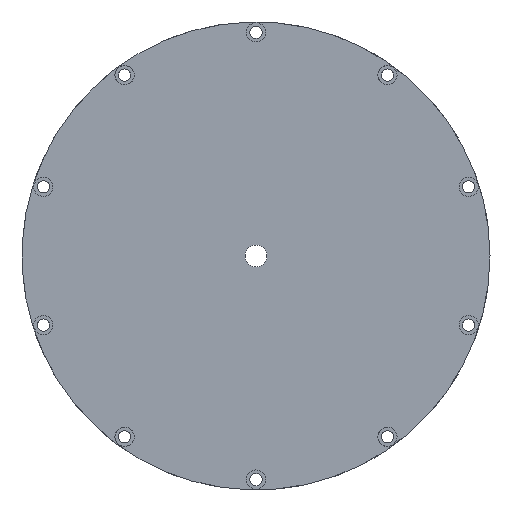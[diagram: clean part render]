
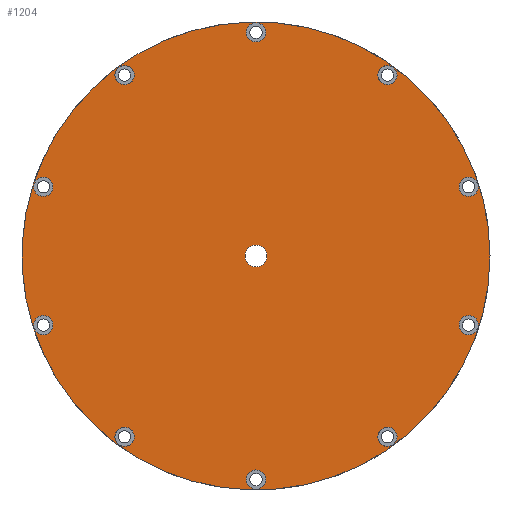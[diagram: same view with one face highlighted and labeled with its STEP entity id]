
A CAD part, top view. The second image highlights one B-rep face of the part: STEP entity #1204.
In plain terms, the highlighted planar face has unit normal (0, 0, 1).
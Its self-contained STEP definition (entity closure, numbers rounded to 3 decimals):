
#40=FACE_BOUND('',#436,.T.);
#41=FACE_BOUND('',#437,.T.);
#42=FACE_BOUND('',#438,.T.);
#43=FACE_BOUND('',#439,.T.);
#44=FACE_BOUND('',#440,.T.);
#45=FACE_BOUND('',#441,.T.);
#46=FACE_BOUND('',#442,.T.);
#47=FACE_BOUND('',#443,.T.);
#48=FACE_BOUND('',#444,.T.);
#49=FACE_BOUND('',#445,.T.);
#50=FACE_BOUND('',#446,.T.);
#77=PLANE('',#1364);
#335=FACE_OUTER_BOUND('',#435,.T.);
#435=EDGE_LOOP('',(#1109));
#436=EDGE_LOOP('',(#1110));
#437=EDGE_LOOP('',(#1111));
#438=EDGE_LOOP('',(#1112));
#439=EDGE_LOOP('',(#1113));
#440=EDGE_LOOP('',(#1114));
#441=EDGE_LOOP('',(#1115));
#442=EDGE_LOOP('',(#1116));
#443=EDGE_LOOP('',(#1117));
#444=EDGE_LOOP('',(#1118));
#445=EDGE_LOOP('',(#1119));
#446=EDGE_LOOP('',(#1120));
#504=CIRCLE('',#1301,4.2);
#505=CIRCLE('',#1303,3.7);
#508=CIRCLE('',#1308,3.7);
#511=CIRCLE('',#1313,3.7);
#514=CIRCLE('',#1318,3.7);
#517=CIRCLE('',#1323,3.7);
#520=CIRCLE('',#1328,3.7);
#523=CIRCLE('',#1333,3.7);
#526=CIRCLE('',#1338,3.7);
#529=CIRCLE('',#1343,3.7);
#532=CIRCLE('',#1348,3.7);
#535=CIRCLE('',#1363,90.);
#606=VERTEX_POINT('',#2178);
#607=VERTEX_POINT('',#2182);
#610=VERTEX_POINT('',#2191);
#613=VERTEX_POINT('',#2200);
#616=VERTEX_POINT('',#2209);
#619=VERTEX_POINT('',#2218);
#622=VERTEX_POINT('',#2227);
#625=VERTEX_POINT('',#2236);
#628=VERTEX_POINT('',#2245);
#631=VERTEX_POINT('',#2254);
#634=VERTEX_POINT('',#2263);
#637=VERTEX_POINT('',#2292);
#745=EDGE_CURVE('',#606,#606,#504,.T.);
#747=EDGE_CURVE('',#607,#607,#505,.T.);
#751=EDGE_CURVE('',#610,#610,#508,.T.);
#755=EDGE_CURVE('',#613,#613,#511,.T.);
#759=EDGE_CURVE('',#616,#616,#514,.T.);
#763=EDGE_CURVE('',#619,#619,#517,.T.);
#767=EDGE_CURVE('',#622,#622,#520,.T.);
#771=EDGE_CURVE('',#625,#625,#523,.T.);
#775=EDGE_CURVE('',#628,#628,#526,.T.);
#779=EDGE_CURVE('',#631,#631,#529,.T.);
#783=EDGE_CURVE('',#634,#634,#532,.T.);
#797=EDGE_CURVE('',#637,#637,#535,.T.);
#1109=ORIENTED_EDGE('',*,*,#797,.T.);
#1110=ORIENTED_EDGE('',*,*,#745,.T.);
#1111=ORIENTED_EDGE('',*,*,#747,.T.);
#1112=ORIENTED_EDGE('',*,*,#751,.T.);
#1113=ORIENTED_EDGE('',*,*,#755,.T.);
#1114=ORIENTED_EDGE('',*,*,#759,.T.);
#1115=ORIENTED_EDGE('',*,*,#763,.T.);
#1116=ORIENTED_EDGE('',*,*,#767,.T.);
#1117=ORIENTED_EDGE('',*,*,#771,.T.);
#1118=ORIENTED_EDGE('',*,*,#775,.T.);
#1119=ORIENTED_EDGE('',*,*,#779,.T.);
#1120=ORIENTED_EDGE('',*,*,#783,.T.);
#1204=ADVANCED_FACE('',(#335,#40,#41,#42,#43,#44,#45,#46,#47,#48,#49,#50),
#77,.T.);
#1301=AXIS2_PLACEMENT_3D('',#2179,#1581,#1582);
#1303=AXIS2_PLACEMENT_3D('',#2183,#1586,#1587);
#1308=AXIS2_PLACEMENT_3D('',#2192,#1597,#1598);
#1313=AXIS2_PLACEMENT_3D('',#2201,#1608,#1609);
#1318=AXIS2_PLACEMENT_3D('',#2210,#1619,#1620);
#1323=AXIS2_PLACEMENT_3D('',#2219,#1630,#1631);
#1328=AXIS2_PLACEMENT_3D('',#2228,#1641,#1642);
#1333=AXIS2_PLACEMENT_3D('',#2237,#1652,#1653);
#1338=AXIS2_PLACEMENT_3D('',#2246,#1663,#1664);
#1343=AXIS2_PLACEMENT_3D('',#2255,#1674,#1675);
#1348=AXIS2_PLACEMENT_3D('',#2264,#1685,#1686);
#1363=AXIS2_PLACEMENT_3D('',#2293,#1726,#1727);
#1364=AXIS2_PLACEMENT_3D('',#2295,#1729,#1730);
#1581=DIRECTION('center_axis',(0.,0.,-1.));
#1582=DIRECTION('ref_axis',(-1.,0.,0.));
#1586=DIRECTION('center_axis',(0.,0.,-1.));
#1587=DIRECTION('ref_axis',(-1.,0.,0.));
#1597=DIRECTION('center_axis',(0.,0.,-1.));
#1598=DIRECTION('ref_axis',(-1.,0.,0.));
#1608=DIRECTION('center_axis',(0.,0.,-1.));
#1609=DIRECTION('ref_axis',(-1.,0.,0.));
#1619=DIRECTION('center_axis',(0.,0.,-1.));
#1620=DIRECTION('ref_axis',(-1.,0.,0.));
#1630=DIRECTION('center_axis',(0.,0.,-1.));
#1631=DIRECTION('ref_axis',(-1.,0.,0.));
#1641=DIRECTION('center_axis',(0.,0.,-1.));
#1642=DIRECTION('ref_axis',(-1.,0.,0.));
#1652=DIRECTION('center_axis',(0.,0.,-1.));
#1653=DIRECTION('ref_axis',(-1.,0.,0.));
#1663=DIRECTION('center_axis',(0.,0.,-1.));
#1664=DIRECTION('ref_axis',(-1.,0.,0.));
#1674=DIRECTION('center_axis',(0.,0.,-1.));
#1675=DIRECTION('ref_axis',(-1.,0.,0.));
#1685=DIRECTION('center_axis',(0.,0.,-1.));
#1686=DIRECTION('ref_axis',(-1.,0.,0.));
#1726=DIRECTION('center_axis',(0.,0.,1.));
#1727=DIRECTION('ref_axis',(-1.,0.,0.));
#1729=DIRECTION('center_axis',(0.,0.,1.));
#1730=DIRECTION('ref_axis',(-1.,0.,0.));
#2178=CARTESIAN_POINT('',(4.2,0.,162.));
#2179=CARTESIAN_POINT('Origin',(0.,0.,
162.));
#2182=CARTESIAN_POINT('',(-46.85,-69.575,162.));
#2183=CARTESIAN_POINT('Origin',(-50.55,-69.575,162.));
#2191=CARTESIAN_POINT('',(85.491,26.575,162.));
#2192=CARTESIAN_POINT('Origin',(81.791,26.575,162.));
#2200=CARTESIAN_POINT('',(3.7,86.,162.));
#2201=CARTESIAN_POINT('Origin',(0.,86.,162.));
#2209=CARTESIAN_POINT('',(85.491,-26.575,162.));
#2210=CARTESIAN_POINT('Origin',(81.791,-26.575,162.));
#2218=CARTESIAN_POINT('',(3.7,-86.,162.));
#2219=CARTESIAN_POINT('Origin',(0.,-86.,162.));
#2227=CARTESIAN_POINT('',(-78.091,-26.575,162.));
#2228=CARTESIAN_POINT('Origin',(-81.791,-26.575,162.));
#2236=CARTESIAN_POINT('',(-46.85,69.575,162.));
#2237=CARTESIAN_POINT('Origin',(-50.55,69.575,162.));
#2245=CARTESIAN_POINT('',(54.25,69.575,162.));
#2246=CARTESIAN_POINT('Origin',(50.55,69.575,162.));
#2254=CARTESIAN_POINT('',(-78.091,26.575,162.));
#2255=CARTESIAN_POINT('Origin',(-81.791,26.575,162.));
#2263=CARTESIAN_POINT('',(54.25,-69.575,162.));
#2264=CARTESIAN_POINT('Origin',(50.55,-69.575,162.));
#2292=CARTESIAN_POINT('',(90.,0.,162.));
#2293=CARTESIAN_POINT('Origin',(0.,0.,162.));
#2295=CARTESIAN_POINT('Origin',(0.,0.,162.));
